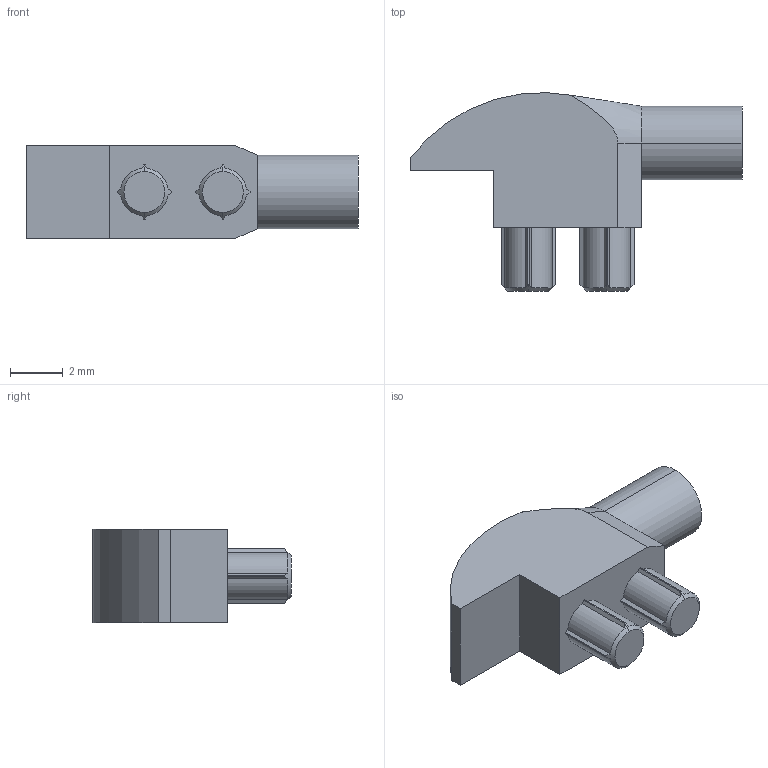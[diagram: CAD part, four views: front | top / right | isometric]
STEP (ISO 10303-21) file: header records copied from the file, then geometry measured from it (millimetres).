
FILE_DESCRIPTION (( 'STEP AP214' ), '1' );
FILE_NAME ('7511B33.STEP', '2019-05-08T21:52:49', ( 'user' ), ( 'Microsoft' ), 'SwSTEP 2.0', 'SolidWorks 2018', '' );
FILE_SCHEMA (( 'AUTOMOTIVE_DESIGN' ));
Length unit declared in the file: inch
Products named in the file (1): 7511B33
Bounding box: 12.57 x 7.52 x 3.56 mm (x, y, z)
Volume: 151.7 mm3; surface area: 214.1 mm2
Topology: 1 solids, 1 shells, 56 faces, 151 edges, 99 vertices
Faces by surface type: plane 39, cylinder 11, cone 6
Entity records: 1848 total; most frequent: CARTESIAN_POINT 435, ORIENTED_EDGE 302, DIRECTION 262, EDGE_CURVE 151, VERTEX_POINT 99, VECTOR 90, LINE 90, AXIS2_PLACEMENT_3D 86
